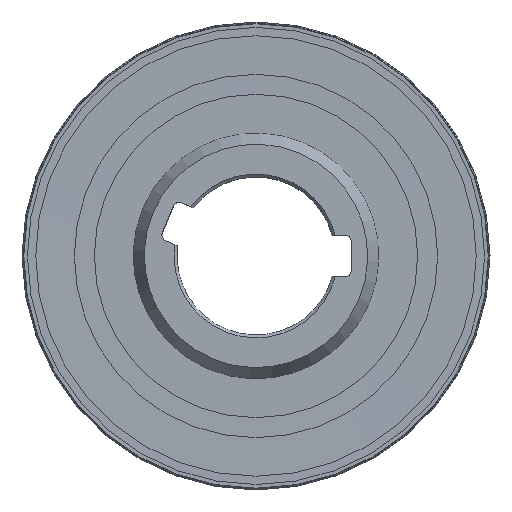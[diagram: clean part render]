
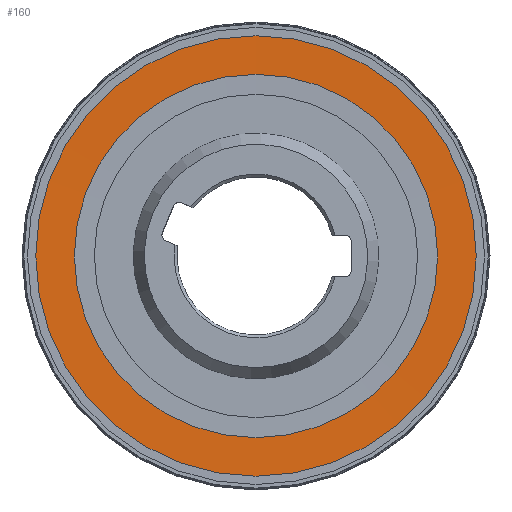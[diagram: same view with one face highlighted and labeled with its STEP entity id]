
A CAD part, top view. The second image highlights one B-rep face of the part: STEP entity #160.
In plain terms, the highlighted face is a revolution surface.
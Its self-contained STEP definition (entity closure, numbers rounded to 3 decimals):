
#160=ADVANCED_FACE('',(#299,#300),#208,.F.);
#208=SURFACE_OF_REVOLUTION('',#252,#230);
#230=AXIS1_PLACEMENT('',#1196,#922);
#252=B_SPLINE_CURVE_WITH_KNOTS('',5,(#1190,#1191,#1192,#1193,#1194,#1195),
 .UNSPECIFIED.,.F.,.F.,(6,6),(0.,1.),.UNSPECIFIED.);
#299=FACE_BOUND('',#369,.T.);
#300=FACE_BOUND('',#370,.T.);
#369=EDGE_LOOP('',(#455));
#370=EDGE_LOOP('',(#456));
#455=ORIENTED_EDGE('',*,*,#672,.T.);
#456=ORIENTED_EDGE('',*,*,#673,.T.);
#606=VERTEX_POINT('',#1180);
#607=VERTEX_POINT('',#1189);
#672=EDGE_CURVE('',#606,#606,#754,.T.);
#673=EDGE_CURVE('',#607,#607,#755,.T.);
#754=CIRCLE('',#808,31.058);
#755=CIRCLE('',#809,37.653);
#808=AXIS2_PLACEMENT_3D('',#1179,#917,#918);
#809=AXIS2_PLACEMENT_3D('',#1188,#920,#921);
#917=DIRECTION('',(0.,0.,-1.));
#918=DIRECTION('',(-1.,0.,0.));
#920=DIRECTION('',(0.,0.,1.));
#921=DIRECTION('',(-1.,0.,0.));
#922=DIRECTION('',(0.,0.,-1.));
#1179=CARTESIAN_POINT('',(0.,0.,2.92));
#1180=CARTESIAN_POINT('',(-31.058,0.,2.92));
#1188=CARTESIAN_POINT('',(0.,0.,2.979));
#1189=CARTESIAN_POINT('',(-37.653,0.,2.979));
#1190=CARTESIAN_POINT('',(37.653,0.,2.979));
#1191=CARTESIAN_POINT('',(36.334,0.,2.967));
#1192=CARTESIAN_POINT('',(35.015,0.,2.955));
#1193=CARTESIAN_POINT('',(33.696,0.,2.944));
#1194=CARTESIAN_POINT('',(32.377,0.,2.932));
#1195=CARTESIAN_POINT('',(31.058,0.,2.92));
#1196=CARTESIAN_POINT('',(0.,0.,0.));
